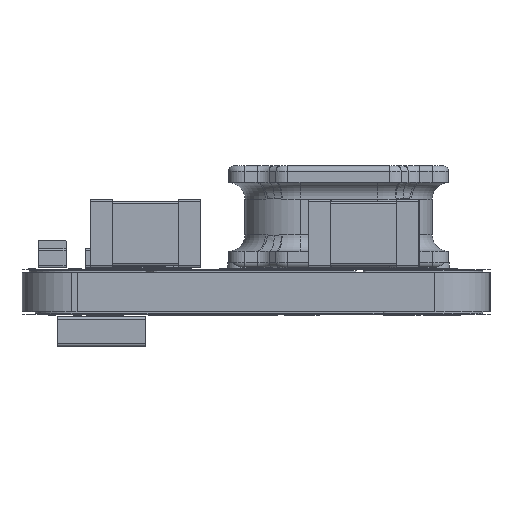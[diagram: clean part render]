
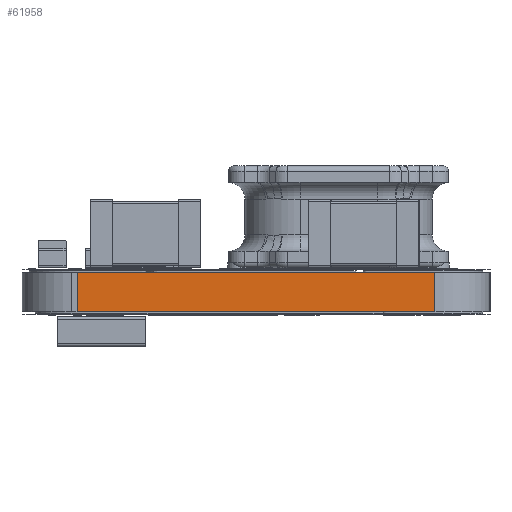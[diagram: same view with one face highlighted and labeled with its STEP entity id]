
A CAD part, front view. The second image highlights one B-rep face of the part: STEP entity #61958.
In plain terms, the highlighted planar face has unit normal (0, -1, 0).
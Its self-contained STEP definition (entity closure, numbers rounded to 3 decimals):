
#61644 = VERTEX_POINT('',#61645);
#61645 = CARTESIAN_POINT('',(-3.25,-5.421,0.));
#61651 = EDGE_CURVE('',#61652,#61644,#61654,.T.);
#61652 = VERTEX_POINT('',#61653);
#61653 = CARTESIAN_POINT('',(3.25,-5.421,0.));
#61654 = LINE('',#61655,#61656);
#61655 = CARTESIAN_POINT('',(3.25,-5.421,0.));
#61656 = VECTOR('',#61657,1.);
#61657 = DIRECTION('',(-1.,0.,0.));
#61783 = VERTEX_POINT('',#61784);
#61784 = CARTESIAN_POINT('',(-3.25,-5.421,0.71));
#61790 = EDGE_CURVE('',#61791,#61783,#61793,.T.);
#61791 = VERTEX_POINT('',#61792);
#61792 = CARTESIAN_POINT('',(3.25,-5.421,0.71));
#61793 = LINE('',#61794,#61795);
#61794 = CARTESIAN_POINT('',(3.25,-5.421,0.71));
#61795 = VECTOR('',#61796,1.);
#61796 = DIRECTION('',(-1.,0.,0.));
#61930 = EDGE_CURVE('',#61652,#61791,#61931,.T.);
#61931 = LINE('',#61932,#61933);
#61932 = CARTESIAN_POINT('',(3.25,-5.421,0.));
#61933 = VECTOR('',#61934,1.);
#61934 = DIRECTION('',(0.,0.,1.));
#61958 = ADVANCED_FACE('',(#61959),#61970,.T.);
#61959 = FACE_BOUND('',#61960,.T.);
#61960 = EDGE_LOOP('',(#61961,#61962,#61963,#61969));
#61961 = ORIENTED_EDGE('',*,*,#61930,.T.);
#61962 = ORIENTED_EDGE('',*,*,#61790,.T.);
#61963 = ORIENTED_EDGE('',*,*,#61964,.F.);
#61964 = EDGE_CURVE('',#61644,#61783,#61965,.T.);
#61965 = LINE('',#61966,#61967);
#61966 = CARTESIAN_POINT('',(-3.25,-5.421,0.));
#61967 = VECTOR('',#61968,1.);
#61968 = DIRECTION('',(0.,0.,1.));
#61969 = ORIENTED_EDGE('',*,*,#61651,.F.);
#61970 = PLANE('',#61971);
#61971 = AXIS2_PLACEMENT_3D('',#61972,#61973,#61974);
#61972 = CARTESIAN_POINT('',(3.25,-5.421,0.));
#61973 = DIRECTION('',(0.,-1.,0.));
#61974 = DIRECTION('',(-1.,0.,0.));
